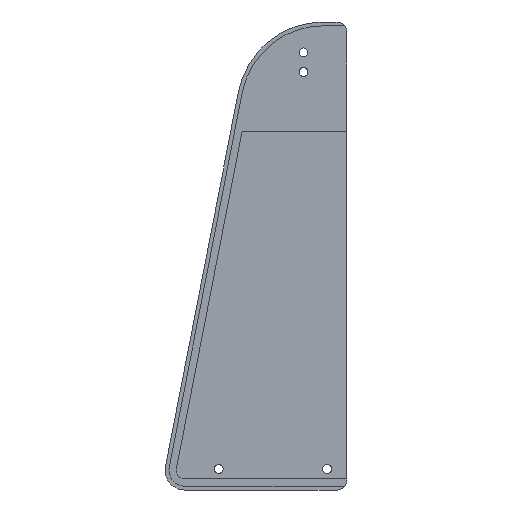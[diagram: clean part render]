
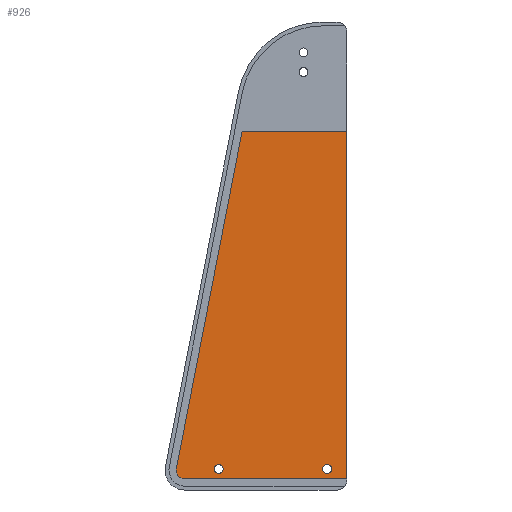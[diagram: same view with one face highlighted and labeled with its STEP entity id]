
A CAD part, left-side view. The second image highlights one B-rep face of the part: STEP entity #926.
In plain terms, the highlighted planar face has unit normal (-1, 0, 0).
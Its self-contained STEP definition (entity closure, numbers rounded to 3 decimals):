
#39=FACE_BOUND('',#111,.T.);
#40=FACE_BOUND('',#112,.T.);
#54=FACE_OUTER_BOUND('',#110,.T.);
#110=EDGE_LOOP('',(#642,#643,#644,#645,#646));
#111=EDGE_LOOP('',(#647));
#112=EDGE_LOOP('',(#648));
#182=CIRCLE('',#1004,4.355);
#183=CIRCLE('',#1005,2.25);
#184=CIRCLE('',#1006,2.25);
#232=LINE('',#1426,#319);
#235=LINE('',#1431,#322);
#236=LINE('',#1435,#323);
#237=LINE('',#1436,#324);
#319=VECTOR('',#1125,10.);
#322=VECTOR('',#1130,10.);
#323=VECTOR('',#1133,10.);
#324=VECTOR('',#1134,10.);
#413=VERTEX_POINT('',#1424);
#414=VERTEX_POINT('',#1425);
#415=VERTEX_POINT('',#1430);
#416=VERTEX_POINT('',#1432);
#417=VERTEX_POINT('',#1434);
#418=VERTEX_POINT('',#1437);
#419=VERTEX_POINT('',#1439);
#503=EDGE_CURVE('',#413,#414,#232,.T.);
#506=EDGE_CURVE('',#414,#415,#235,.T.);
#507=EDGE_CURVE('',#415,#416,#182,.T.);
#508=EDGE_CURVE('',#416,#417,#236,.T.);
#509=EDGE_CURVE('',#413,#417,#237,.T.);
#510=EDGE_CURVE('',#418,#418,#183,.T.);
#511=EDGE_CURVE('',#419,#419,#184,.T.);
#642=ORIENTED_EDGE('',*,*,#503,.T.);
#643=ORIENTED_EDGE('',*,*,#506,.T.);
#644=ORIENTED_EDGE('',*,*,#507,.T.);
#645=ORIENTED_EDGE('',*,*,#508,.T.);
#646=ORIENTED_EDGE('',*,*,#509,.F.);
#647=ORIENTED_EDGE('',*,*,#510,.T.);
#648=ORIENTED_EDGE('',*,*,#511,.T.);
#894=PLANE('',#1003);
#926=ADVANCED_FACE('',(#54,#39,#40),#894,.F.);
#1003=AXIS2_PLACEMENT_3D('',#1429,#1128,#1129);
#1004=AXIS2_PLACEMENT_3D('',#1433,#1131,#1132);
#1005=AXIS2_PLACEMENT_3D('',#1438,#1135,#1136);
#1006=AXIS2_PLACEMENT_3D('',#1440,#1137,#1138);
#1125=DIRECTION('',(0.,1.,0.));
#1128=DIRECTION('center_axis',(1.,0.,0.));
#1129=DIRECTION('ref_axis',(0.,0.,-1.));
#1130=DIRECTION('',(0.,0.191,-0.982));
#1131=DIRECTION('center_axis',(-1.,0.,0.));
#1132=DIRECTION('ref_axis',(0.,0.982,0.191));
#1133=DIRECTION('',(0.,-1.,0.));
#1134=DIRECTION('',(0.,0.,-1.));
#1135=DIRECTION('center_axis',(1.,0.,0.));
#1136=DIRECTION('ref_axis',(0.,0.,-1.));
#1137=DIRECTION('center_axis',(1.,0.,0.));
#1138=DIRECTION('ref_axis',(0.,0.,-1.));
#1424=CARTESIAN_POINT('',(0.,-32.,-20.));
#1425=CARTESIAN_POINT('',(0.,21.144,-20.));
#1426=CARTESIAN_POINT('',(0.,-1.,-20.));
#1429=CARTESIAN_POINT('Origin',(0.,30.,-95.));
#1430=CARTESIAN_POINT('',(0.,54.459,-191.079));
#1431=CARTESIAN_POINT('',(0.,39.635,-114.953));
#1432=CARTESIAN_POINT('',(0.,50.172,-196.267));
#1433=CARTESIAN_POINT('Origin',(0.,50.184,
-191.911));
#1434=CARTESIAN_POINT('',(0.,-32.,-196.267));
#1435=CARTESIAN_POINT('',(0.,50.172,-196.267));
#1436=CARTESIAN_POINT('',(0.,-32.,0.));
#1437=CARTESIAN_POINT('',(0.,33.,-189.017));
#1438=CARTESIAN_POINT('Origin',(0.,33.,-191.267));
#1439=CARTESIAN_POINT('',(0.,-22.,-189.017));
#1440=CARTESIAN_POINT('Origin',(0.,-22.,-191.267));
